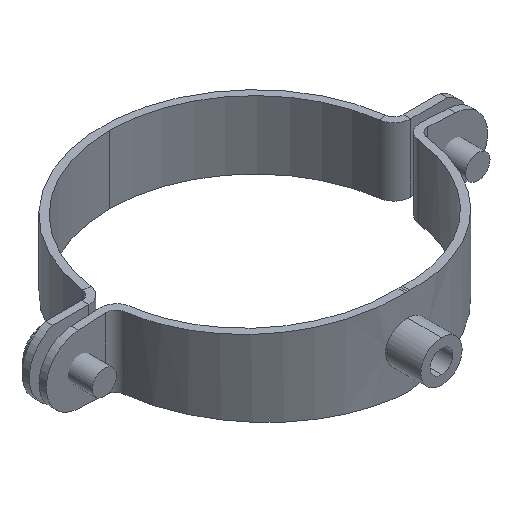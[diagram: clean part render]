
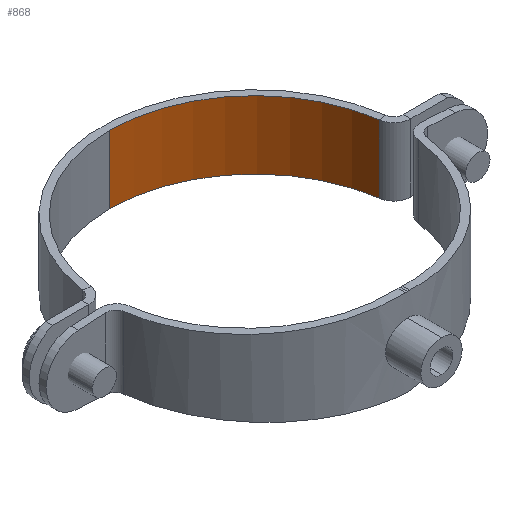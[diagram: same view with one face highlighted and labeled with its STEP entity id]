
A CAD part, isometric view. The second image highlights one B-rep face of the part: STEP entity #868.
In plain terms, the highlighted cylindrical face has radius 30 mm (diameter 60 mm), a partial arc.
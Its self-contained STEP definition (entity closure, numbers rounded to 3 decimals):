
#5 = CARTESIAN_POINT ( 'NONE',  ( 0., 30., 7. ) ) ;
#105 = DIRECTION ( 'NONE',  ( 1., 0., 0. ) ) ;
#109 = VECTOR ( 'NONE', #1938, 1000. ) ;
#185 = AXIS2_PLACEMENT_3D ( 'NONE', #1354, #1196, #105 ) ;
#188 = VECTOR ( 'NONE', #400, 1000. ) ;
#230 = LINE ( 'NONE', #1655, #188 ) ;
#242 = VERTEX_POINT ( 'NONE', #5 ) ;
#263 = VERTEX_POINT ( 'NONE', #1393 ) ;
#353 = ORIENTED_EDGE ( 'NONE', *, *, #1917, .F. ) ;
#400 = DIRECTION ( 'NONE',  ( 0., 0., -1. ) ) ;
#538 = CIRCLE ( 'NONE', #1479, 30. ) ;
#545 = EDGE_CURVE ( 'NONE', #1640, #263, #1937, .T. ) ;
#559 = LINE ( 'NONE', #1014, #109 ) ;
#656 = EDGE_CURVE ( 'NONE', #242, #783, #538, .T. ) ;
#660 = ORIENTED_EDGE ( 'NONE', *, *, #545, .T. ) ;
#783 = VERTEX_POINT ( 'NONE', #932 ) ;
#868 = ADVANCED_FACE ( 'NONE', ( #1415 ), #1527, .F. ) ;
#932 = CARTESIAN_POINT ( 'NONE',  ( 29.728, 4.03, 7. ) ) ;
#955 = EDGE_LOOP ( 'NONE', ( #1714, #660, #353, #1599 ) ) ;
#1014 = CARTESIAN_POINT ( 'NONE',  ( 0., 30., 7. ) ) ;
#1068 = CARTESIAN_POINT ( 'NONE',  ( 0., 0., 7. ) ) ;
#1193 = DIRECTION ( 'NONE',  ( 0., 0., -1. ) ) ;
#1196 = DIRECTION ( 'NONE',  ( 0., 0., -1. ) ) ;
#1354 = CARTESIAN_POINT ( 'NONE',  ( 0., 0., -7. ) ) ;
#1393 = CARTESIAN_POINT ( 'NONE',  ( 29.728, 4.03, -7. ) ) ;
#1415 = FACE_OUTER_BOUND ( 'NONE', #955, .T. ) ;
#1479 = AXIS2_PLACEMENT_3D ( 'NONE', #1705, #1602, #1566 ) ;
#1481 = CARTESIAN_POINT ( 'NONE',  ( 0., 30., -7. ) ) ;
#1527 = CYLINDRICAL_SURFACE ( 'NONE', #1600, 30. ) ;
#1566 = DIRECTION ( 'NONE',  ( 1., 0., 0. ) ) ;
#1599 = ORIENTED_EDGE ( 'NONE', *, *, #656, .F. ) ;
#1600 = AXIS2_PLACEMENT_3D ( 'NONE', #1068, #1193, #1823 ) ;
#1602 = DIRECTION ( 'NONE',  ( 0., 0., -1. ) ) ;
#1640 = VERTEX_POINT ( 'NONE', #1481 ) ;
#1655 = CARTESIAN_POINT ( 'NONE',  ( 29.728, 4.03, 7. ) ) ;
#1705 = CARTESIAN_POINT ( 'NONE',  ( 0., 0., 7. ) ) ;
#1714 = ORIENTED_EDGE ( 'NONE', *, *, #1720, .F. ) ;
#1720 = EDGE_CURVE ( 'NONE', #1640, #242, #559, .T. ) ;
#1823 = DIRECTION ( 'NONE',  ( -1., 0., 0. ) ) ;
#1917 = EDGE_CURVE ( 'NONE', #783, #263, #230, .T. ) ;
#1937 = CIRCLE ( 'NONE', #185, 30. ) ;
#1938 = DIRECTION ( 'NONE',  ( 0., 0., 1. ) ) ;
